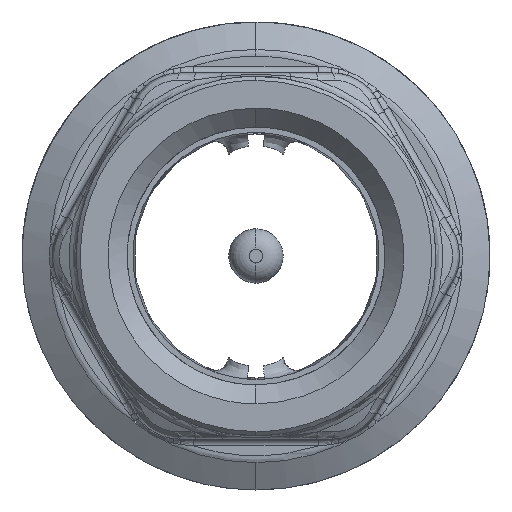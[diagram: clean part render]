
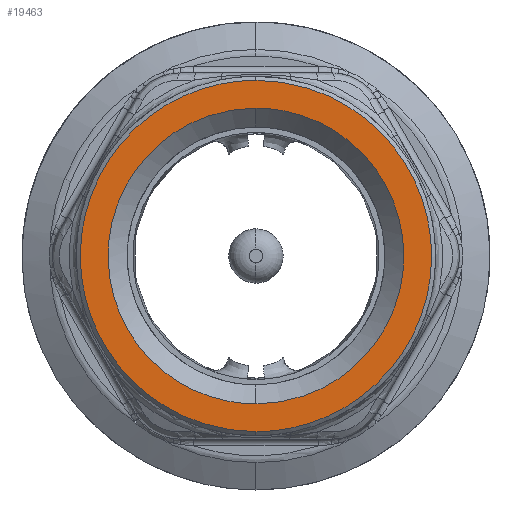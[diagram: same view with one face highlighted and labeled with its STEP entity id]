
A CAD part, front view. The second image highlights one B-rep face of the part: STEP entity #19463.
In plain terms, the highlighted planar face has unit normal (0, -1, 0).
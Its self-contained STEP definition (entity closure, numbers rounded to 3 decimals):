
#590 = EDGE_CURVE ( 'NONE', #13342, #13263, #24236, .T. ) ;
#726 = CARTESIAN_POINT ( 'NONE',  ( -8.716, -58.483, 6.699 ) ) ;
#1071 = DIRECTION ( 'NONE',  ( 0., 1., 0. ) ) ;
#1350 = ORIENTED_EDGE ( 'NONE', *, *, #16773, .F. ) ;
#1571 = CARTESIAN_POINT ( 'NONE',  ( 0., -58.483, 12.95 ) ) ;
#1612 = CARTESIAN_POINT ( 'NONE',  ( 10.9, -58.483, -1.427 ) ) ;
#1707 = CARTESIAN_POINT ( 'NONE',  ( 6.699, -58.483, -8.716 ) ) ;
#1745 = CARTESIAN_POINT ( 'NONE',  ( 3.39, -58.483, -12.613 ) ) ;
#1834 = CARTESIAN_POINT ( 'NONE',  ( 11.316, -58.483, -6.522 ) ) ;
#2660 = CARTESIAN_POINT ( 'NONE',  ( -1.427, -58.483, 10.9 ) ) ;
#2743 = CARTESIAN_POINT ( 'NONE',  ( -10.9, -58.483, -1.427 ) ) ;
#2827 = CARTESIAN_POINT ( 'NONE',  ( -10.616, -58.483, 2.853 ) ) ;
#3016 = CARTESIAN_POINT ( 'NONE',  ( 0., -58.483, -12.95 ) ) ;
#3372 = CARTESIAN_POINT ( 'NONE',  ( -3.39, -58.483, 12.613 ) ) ;
#3460 = CARTESIAN_POINT ( 'NONE',  ( -7.958, -58.483, -10.356 ) ) ;
#3504 = CARTESIAN_POINT ( 'NONE',  ( 12.613, -58.483, -3.39 ) ) ;
#3559 = CARTESIAN_POINT ( 'NONE',  ( -10.356, -58.483, -7.958 ) ) ;
#3651 = CARTESIAN_POINT ( 'NONE',  ( -1.695, -58.483, 12.95 ) ) ;
#4436 = ORIENTED_EDGE ( 'NONE', *, *, #17490, .F. ) ;
#4527 = CARTESIAN_POINT ( 'NONE',  ( 0., -58.483, 12.95 ) ) ;
#4841 = CARTESIAN_POINT ( 'NONE',  ( -2.853, -58.483, 10.616 ) ) ;
#5362 = CARTESIAN_POINT ( 'NONE',  ( -1.695, -58.483, -12.95 ) ) ;
#5552 = CARTESIAN_POINT ( 'NONE',  ( 10.616, -58.483, 2.853 ) ) ;
#5643 = CARTESIAN_POINT ( 'NONE',  ( -3.39, -58.483, -12.613 ) ) ;
#5732 = CARTESIAN_POINT ( 'NONE',  ( 5.489, -58.483, 9.524 ) ) ;
#5772 = CARTESIAN_POINT ( 'NONE',  ( 3.39, -58.483, 12.613 ) ) ;
#5946 = CARTESIAN_POINT ( 'NONE',  ( -1.427, -58.483, -10.9 ) ) ;
#7317 = CARTESIAN_POINT ( 'NONE',  ( -11.316, -58.483, 6.522 ) ) ;
#7493 = CARTESIAN_POINT ( 'NONE',  ( 1.427, -58.483, -10.9 ) ) ;
#7574 = CARTESIAN_POINT ( 'NONE',  ( 0., -58.483, 12.95 ) ) ;
#7576 = CARTESIAN_POINT ( 'NONE',  ( 5.489, -58.483, -9.524 ) ) ;
#7669 = CARTESIAN_POINT ( 'NONE',  ( 0., -58.483, -10.9 ) ) ;
#7707 = CARTESIAN_POINT ( 'NONE',  ( 12.95, -58.483, -1.695 ) ) ;
#8829 = EDGE_LOOP ( 'NONE', ( #19281, #4436 ) ) ;
#9265 = DIRECTION ( 'NONE',  ( 1., 0., 0. ) ) ;
#9284 = CARTESIAN_POINT ( 'NONE',  ( 0., -58.483, -10.9 ) ) ;
#9312 = EDGE_LOOP ( 'NONE', ( #13590, #1350 ) ) ;
#9436 = VERTEX_POINT ( 'NONE', #12927 ) ;
#9466 = CARTESIAN_POINT ( 'NONE',  ( -11.316, -58.483, -6.522 ) ) ;
#9561 = CARTESIAN_POINT ( 'NONE',  ( 8.716, -58.483, 6.699 ) ) ;
#9641 = CARTESIAN_POINT ( 'NONE',  ( 9.524, -58.483, -5.489 ) ) ;
#9768 = CARTESIAN_POINT ( 'NONE',  ( 1.695, -58.483, 12.95 ) ) ;
#10787 = B_SPLINE_CURVE_WITH_KNOTS ( 'NONE', 3,
 ( #1571, #9768, #5772, #17414, #13680, #23391, #11590, #23576, #25497, #7707, #3504, #1834, #15748, #25584, #13510, #1745, #15409, #19482 ),
 .UNSPECIFIED., .F., .F.,
 ( 4, 2, 2, 2, 2, 2, 2, 2, 4 ),
 ( 0., 0.125, 0.25, 0.375, 0.5, 0.625, 0.75, 0.875, 1. ),
 .UNSPECIFIED. ) ;
#10829 = CARTESIAN_POINT ( 'NONE',  ( -6.699, -58.483, -8.716 ) ) ;
#11376 = CARTESIAN_POINT ( 'NONE',  ( 8.716, -58.483, -6.699 ) ) ;
#11453 = CARTESIAN_POINT ( 'NONE',  ( -10.356, -58.483, 7.958 ) ) ;
#11549 = CARTESIAN_POINT ( 'NONE',  ( -6.522, -58.483, 11.316 ) ) ;
#11589 = FACE_BOUND ( 'NONE', #9312, .T. ) ;
#11590 = CARTESIAN_POINT ( 'NONE',  ( 11.316, -58.483, 6.522 ) ) ;
#12089 = B_SPLINE_CURVE_WITH_KNOTS ( 'NONE', 3,
 ( #7669, #7493, #17554, #7576, #1707, #11376, #9641, #19532, #1612, #15540, #5552, #15369, #9561, #17637, #5732, #17291, #23439, #19351 ),
 .UNSPECIFIED., .F., .F.,
 ( 4, 2, 2, 2, 2, 2, 2, 2, 4 ),
 ( 0., 0.125, 0.25, 0.375, 0.5, 0.625, 0.75, 0.875, 1. ),
 .UNSPECIFIED. ) ;
#12927 = CARTESIAN_POINT ( 'NONE',  ( 0., -58.483, 10.9 ) ) ;
#13263 = VERTEX_POINT ( 'NONE', #4527 ) ;
#13342 = VERTEX_POINT ( 'NONE', #3016 ) ;
#13419 = EDGE_CURVE ( 'NONE', #18554, #9436, #12089, .T. ) ;
#13510 = CARTESIAN_POINT ( 'NONE',  ( 6.522, -58.483, -11.316 ) ) ;
#13590 = ORIENTED_EDGE ( 'NONE', *, *, #13419, .F. ) ;
#13680 = CARTESIAN_POINT ( 'NONE',  ( 7.958, -58.483, 10.356 ) ) ;
#14656 = CARTESIAN_POINT ( 'NONE',  ( -10.9, -58.483, 1.427 ) ) ;
#14747 = CARTESIAN_POINT ( 'NONE',  ( 0., -58.483, 10.9 ) ) ;
#15369 = CARTESIAN_POINT ( 'NONE',  ( 9.524, -58.483, 5.489 ) ) ;
#15409 = CARTESIAN_POINT ( 'NONE',  ( 1.695, -58.483, -12.95 ) ) ;
#15444 = CARTESIAN_POINT ( 'NONE',  ( -12.95, -58.483, 1.695 ) ) ;
#15538 = CARTESIAN_POINT ( 'NONE',  ( -6.522, -58.483, -11.316 ) ) ;
#15540 = CARTESIAN_POINT ( 'NONE',  ( 10.9, -58.483, 1.427 ) ) ;
#15748 = CARTESIAN_POINT ( 'NONE',  ( 10.356, -58.483, -7.958 ) ) ;
#15938 = CARTESIAN_POINT ( 'NONE',  ( 0., -58.483, -10.9 ) ) ;
#16567 = CARTESIAN_POINT ( 'NONE',  ( -5.489, -58.483, 9.524 ) ) ;
#16731 = CARTESIAN_POINT ( 'NONE',  ( -10.616, -58.483, -2.853 ) ) ;
#16773 = EDGE_CURVE ( 'NONE', #9436, #18554, #24954, .T. ) ;
#16992 = PLANE ( 'NONE',  #19980 ) ;
#17266 = CARTESIAN_POINT ( 'NONE',  ( -12.95, -58.483, 0. ) ) ;
#17291 = CARTESIAN_POINT ( 'NONE',  ( 2.853, -58.483, 10.616 ) ) ;
#17414 = CARTESIAN_POINT ( 'NONE',  ( 6.522, -58.483, 11.316 ) ) ;
#17490 = EDGE_CURVE ( 'NONE', #13263, #13342, #10787, .T. ) ;
#17554 = CARTESIAN_POINT ( 'NONE',  ( 2.853, -58.483, -10.616 ) ) ;
#17637 = CARTESIAN_POINT ( 'NONE',  ( 6.699, -58.483, 8.716 ) ) ;
#18554 = VERTEX_POINT ( 'NONE', #9284 ) ;
#18738 = CARTESIAN_POINT ( 'NONE',  ( -8.716, -58.483, -6.699 ) ) ;
#18828 = CARTESIAN_POINT ( 'NONE',  ( -9.524, -58.483, 5.489 ) ) ;
#19262 = CARTESIAN_POINT ( 'NONE',  ( -7.958, -58.483, 10.356 ) ) ;
#19281 = ORIENTED_EDGE ( 'NONE', *, *, #590, .F. ) ;
#19349 = CARTESIAN_POINT ( 'NONE',  ( 0., -58.483, -12.95 ) ) ;
#19351 = CARTESIAN_POINT ( 'NONE',  ( 0., -58.483, 10.9 ) ) ;
#19444 = CARTESIAN_POINT ( 'NONE',  ( -12.613, -58.483, 3.39 ) ) ;
#19463 = ADVANCED_FACE ( 'NONE', ( #24031, #11589 ), #16992, .F. ) ;
#19482 = CARTESIAN_POINT ( 'NONE',  ( 0., -58.483, -12.95 ) ) ;
#19532 = CARTESIAN_POINT ( 'NONE',  ( 10.616, -58.483, -2.853 ) ) ;
#19980 = AXIS2_PLACEMENT_3D ( 'NONE', #17266, #1071, #9265 ) ;
#20403 = CARTESIAN_POINT ( 'NONE',  ( -9.524, -58.483, -5.489 ) ) ;
#21174 = CARTESIAN_POINT ( 'NONE',  ( -12.613, -58.483, -3.39 ) ) ;
#23391 = CARTESIAN_POINT ( 'NONE',  ( 10.356, -58.483, 7.958 ) ) ;
#23439 = CARTESIAN_POINT ( 'NONE',  ( 1.427, -58.483, 10.9 ) ) ;
#23576 = CARTESIAN_POINT ( 'NONE',  ( 12.613, -58.483, 3.39 ) ) ;
#24031 = FACE_OUTER_BOUND ( 'NONE', #8829, .T. ) ;
#24236 = B_SPLINE_CURVE_WITH_KNOTS ( 'NONE', 3,
 ( #19349, #5362, #5643, #15538, #3460, #3559, #9466, #21174, #25367, #15444, #19444, #7317, #11453, #19262, #11549, #3372, #3651, #7574 ),
 .UNSPECIFIED., .F., .F.,
 ( 4, 2, 2, 2, 2, 2, 2, 2, 4 ),
 ( 0., 0.125, 0.25, 0.375, 0.5, 0.625, 0.75, 0.875, 1. ),
 .UNSPECIFIED. ) ;
#24659 = CARTESIAN_POINT ( 'NONE',  ( -6.699, -58.483, 8.716 ) ) ;
#24743 = CARTESIAN_POINT ( 'NONE',  ( -5.489, -58.483, -9.524 ) ) ;
#24954 = B_SPLINE_CURVE_WITH_KNOTS ( 'NONE', 3,
 ( #14747, #2660, #4841, #16567, #24659, #726, #18828, #2827, #14656, #2743, #16731, #20403, #18738, #10829, #24743, #25088, #5946, #15938 ),
 .UNSPECIFIED., .F., .F.,
 ( 4, 2, 2, 2, 2, 2, 2, 2, 4 ),
 ( 0., 0.125, 0.25, 0.375, 0.5, 0.625, 0.75, 0.875, 1. ),
 .UNSPECIFIED. ) ;
#25088 = CARTESIAN_POINT ( 'NONE',  ( -2.853, -58.483, -10.616 ) ) ;
#25367 = CARTESIAN_POINT ( 'NONE',  ( -12.95, -58.483, -1.695 ) ) ;
#25497 = CARTESIAN_POINT ( 'NONE',  ( 12.95, -58.483, 1.695 ) ) ;
#25584 = CARTESIAN_POINT ( 'NONE',  ( 7.958, -58.483, -10.356 ) ) ;
